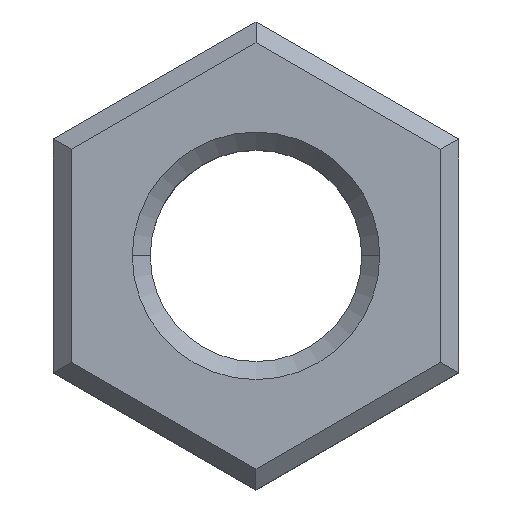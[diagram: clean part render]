
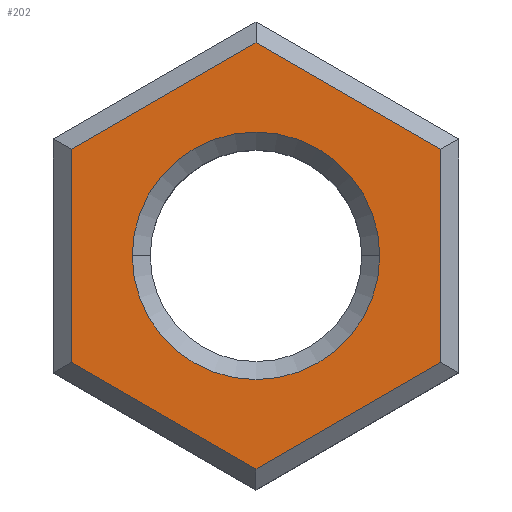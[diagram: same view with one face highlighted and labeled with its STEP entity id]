
A CAD part, top view. The second image highlights one B-rep face of the part: STEP entity #202.
In plain terms, the highlighted planar face has unit normal (0, 0, 1).
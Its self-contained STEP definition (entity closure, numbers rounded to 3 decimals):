
#5 = VERTEX_POINT ( 'NONE', #473 ) ;
#10 = VERTEX_POINT ( 'NONE', #17 ) ;
#12 = ORIENTED_EDGE ( 'NONE', *, *, #313, .T. ) ;
#16 = CIRCLE ( 'NONE', #436, 2.75 ) ;
#17 = CARTESIAN_POINT ( 'NONE',  ( -2.75, 0., 4. ) ) ;
#24 = DIRECTION ( 'NONE',  ( 0., 0., -1. ) ) ;
#26 = CARTESIAN_POINT ( 'NONE',  ( 4.1, -2.367, 4. ) ) ;
#41 = CARTESIAN_POINT ( 'NONE',  ( 0., 0., 4. ) ) ;
#42 = CARTESIAN_POINT ( 'NONE',  ( -4.1, -2.367, 4. ) ) ;
#46 = LINE ( 'NONE', #87, #236 ) ;
#54 = VERTEX_POINT ( 'NONE', #514 ) ;
#68 = CARTESIAN_POINT ( 'NONE',  ( 4.3, -2.252, 4. ) ) ;
#78 = DIRECTION ( 'NONE',  ( 0., 0., -1. ) ) ;
#87 = CARTESIAN_POINT ( 'NONE',  ( -4.1, -2.598, 4. ) ) ;
#94 = ORIENTED_EDGE ( 'NONE', *, *, #210, .T. ) ;
#101 = VERTEX_POINT ( 'NONE', #26 ) ;
#104 = AXIS2_PLACEMENT_3D ( 'NONE', #475, #24, #307 ) ;
#114 = VECTOR ( 'NONE', #345, 1000. ) ;
#118 = PLANE ( 'NONE',  #204 ) ;
#119 = LINE ( 'NONE', #288, #366 ) ;
#121 = VECTOR ( 'NONE', #191, 1000. ) ;
#151 = CARTESIAN_POINT ( 'NONE',  ( -4.3, 2.252, 4. ) ) ;
#165 = VERTEX_POINT ( 'NONE', #328 ) ;
#169 = ORIENTED_EDGE ( 'NONE', *, *, #399, .T. ) ;
#191 = DIRECTION ( 'NONE',  ( 0.866, -0.5, 0. ) ) ;
#196 = DIRECTION ( 'NONE',  ( -0.866, -0.5, 0. ) ) ;
#199 = LINE ( 'NONE', #151, #496 ) ;
#202 = ADVANCED_FACE ( 'NONE', ( #489, #372 ), #118, .T. ) ;
#204 = AXIS2_PLACEMENT_3D ( 'NONE', #41, #429, #474 ) ;
#209 = EDGE_LOOP ( 'NONE', ( #12, #258, #252, #94, #385, #169 ) ) ;
#210 = EDGE_CURVE ( 'NONE', #101, #165, #214, .T. ) ;
#214 = LINE ( 'NONE', #269, #114 ) ;
#219 = CIRCLE ( 'NONE', #104, 2.75 ) ;
#236 = VECTOR ( 'NONE', #414, 1000. ) ;
#237 = CARTESIAN_POINT ( 'NONE',  ( 0., -4.734, 4. ) ) ;
#247 = VECTOR ( 'NONE', #314, 1000. ) ;
#252 = ORIENTED_EDGE ( 'NONE', *, *, #493, .T. ) ;
#258 = ORIENTED_EDGE ( 'NONE', *, *, #374, .T. ) ;
#269 = CARTESIAN_POINT ( 'NONE',  ( 4.1, 2.598, 4. ) ) ;
#283 = CARTESIAN_POINT ( 'NONE',  ( -4.1, 2.367, 4. ) ) ;
#285 = DIRECTION ( 'NONE',  ( -0.866, 0.5, 0. ) ) ;
#288 = CARTESIAN_POINT ( 'NONE',  ( -0.2, 4.85, 4. ) ) ;
#305 = ORIENTED_EDGE ( 'NONE', *, *, #423, .T. ) ;
#307 = DIRECTION ( 'NONE',  ( 1., 0., 0. ) ) ;
#313 = EDGE_CURVE ( 'NONE', #432, #380, #46, .T. ) ;
#314 = DIRECTION ( 'NONE',  ( 0.866, 0.5, 0. ) ) ;
#328 = CARTESIAN_POINT ( 'NONE',  ( 4.1, 2.367, 4. ) ) ;
#345 = DIRECTION ( 'NONE',  ( 0., 1., 0. ) ) ;
#366 = VECTOR ( 'NONE', #285, 1000. ) ;
#372 = FACE_OUTER_BOUND ( 'NONE', #209, .T. ) ;
#374 = EDGE_CURVE ( 'NONE', #380, #465, #410, .T. ) ;
#375 = CARTESIAN_POINT ( 'NONE',  ( 0., 0., 4. ) ) ;
#377 = EDGE_CURVE ( 'NONE', #165, #54, #119, .T. ) ;
#380 = VERTEX_POINT ( 'NONE', #42 ) ;
#385 = ORIENTED_EDGE ( 'NONE', *, *, #377, .T. ) ;
#399 = EDGE_CURVE ( 'NONE', #54, #432, #199, .T. ) ;
#410 = LINE ( 'NONE', #490, #121 ) ;
#414 = DIRECTION ( 'NONE',  ( 0., -1., 0. ) ) ;
#419 = EDGE_LOOP ( 'NONE', ( #305, #517 ) ) ;
#423 = EDGE_CURVE ( 'NONE', #5, #10, #16, .T. ) ;
#429 = DIRECTION ( 'NONE',  ( 0., 0., 1. ) ) ;
#432 = VERTEX_POINT ( 'NONE', #283 ) ;
#434 = LINE ( 'NONE', #68, #247 ) ;
#436 = AXIS2_PLACEMENT_3D ( 'NONE', #375, #78, #533 ) ;
#465 = VERTEX_POINT ( 'NONE', #237 ) ;
#473 = CARTESIAN_POINT ( 'NONE',  ( 2.75, 0., 4. ) ) ;
#474 = DIRECTION ( 'NONE',  ( 1., 0., 0. ) ) ;
#475 = CARTESIAN_POINT ( 'NONE',  ( 0., 0., 4. ) ) ;
#482 = EDGE_CURVE ( 'NONE', #10, #5, #219, .T. ) ;
#489 = FACE_BOUND ( 'NONE', #419, .T. ) ;
#490 = CARTESIAN_POINT ( 'NONE',  ( 0.2, -4.85, 4. ) ) ;
#493 = EDGE_CURVE ( 'NONE', #465, #101, #434, .T. ) ;
#496 = VECTOR ( 'NONE', #196, 1000. ) ;
#514 = CARTESIAN_POINT ( 'NONE',  ( 0., 4.734, 4. ) ) ;
#517 = ORIENTED_EDGE ( 'NONE', *, *, #482, .T. ) ;
#533 = DIRECTION ( 'NONE',  ( 1., 0., 0. ) ) ;
